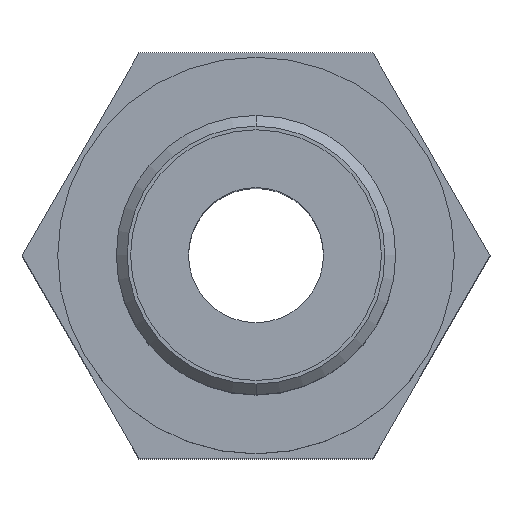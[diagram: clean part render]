
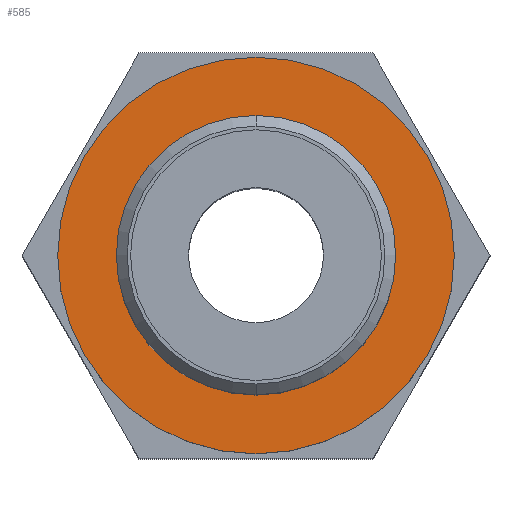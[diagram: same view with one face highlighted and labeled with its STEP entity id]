
A CAD part, top view. The second image highlights one B-rep face of the part: STEP entity #585.
In plain terms, the highlighted planar face has unit normal (0, 0, 1).
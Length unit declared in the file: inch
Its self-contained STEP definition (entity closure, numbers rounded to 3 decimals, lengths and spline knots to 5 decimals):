
#108=CARTESIAN_POINT('',(0.,0.,0.908));
#109=DIRECTION('',(0.,0.,1.));
#110=DIRECTION('',(0.,1.,0.));
#111=AXIS2_PLACEMENT_3D('',#108,#109,#110);
#116=CARTESIAN_POINT('',(0.,0.,0.908));
#117=DIRECTION('',(0.,0.,1.));
#118=DIRECTION('',(0.,-1.,0.));
#119=AXIS2_PLACEMENT_3D('',#116,#117,#118);
#138=CARTESIAN_POINT('',(0.,0.,0.908));
#139=DIRECTION('',(0.,0.,1.));
#140=DIRECTION('',(0.,-1.,0.));
#141=AXIS2_PLACEMENT_3D('',#138,#139,#140);
#146=CARTESIAN_POINT('',(0.,0.,0.908));
#147=DIRECTION('',(0.,0.,-1.));
#148=DIRECTION('',(0.,-1.,0.));
#149=AXIS2_PLACEMENT_3D('',#146,#147,#148);
#448=CARTESIAN_POINT('',(0.,-0.213,0.908));
#450=VERTEX_POINT('',#448);
#452=CARTESIAN_POINT('',(0.,0.213,0.908));
#454=VERTEX_POINT('',#452);
#456=CARTESIAN_POINT('',(0.,0.367,0.908));
#457=CARTESIAN_POINT('',(0.,-0.367,0.908));
#458=VERTEX_POINT('',#456);
#459=VERTEX_POINT('',#457);
#569=CARTESIAN_POINT('',(0.,0.,0.908));
#570=DIRECTION('',(0.,0.,-1.));
#571=DIRECTION('',(0.,-1.,0.));
#572=AXIS2_PLACEMENT_3D('',#569,#570,#571);
#573=PLANE('',#572);
#574=ORIENTED_EDGE('',*,*,#559,.F.);
#576=ORIENTED_EDGE('',*,*,#575,.F.);
#577=EDGE_LOOP('',(#574,#576));
#578=FACE_OUTER_BOUND('',#577,.F.);
#580=ORIENTED_EDGE('',*,*,#579,.T.);
#582=ORIENTED_EDGE('',*,*,#581,.F.);
#583=EDGE_LOOP('',(#580,#582));
#584=FACE_BOUND('',#583,.F.);
#112=CIRCLE('',#111,0.367);
#120=CIRCLE('',#119,0.367);
#142=CIRCLE('',#141,0.213);
#150=CIRCLE('',#149,0.213);
#559=EDGE_CURVE('',#458,#459,#112,.T.);
#575=EDGE_CURVE('',#459,#458,#120,.T.);
#579=EDGE_CURVE('',#450,#454,#142,.T.);
#581=EDGE_CURVE('',#450,#454,#150,.T.);
#585=ADVANCED_FACE('',(#578,#584),#573,.F.);
